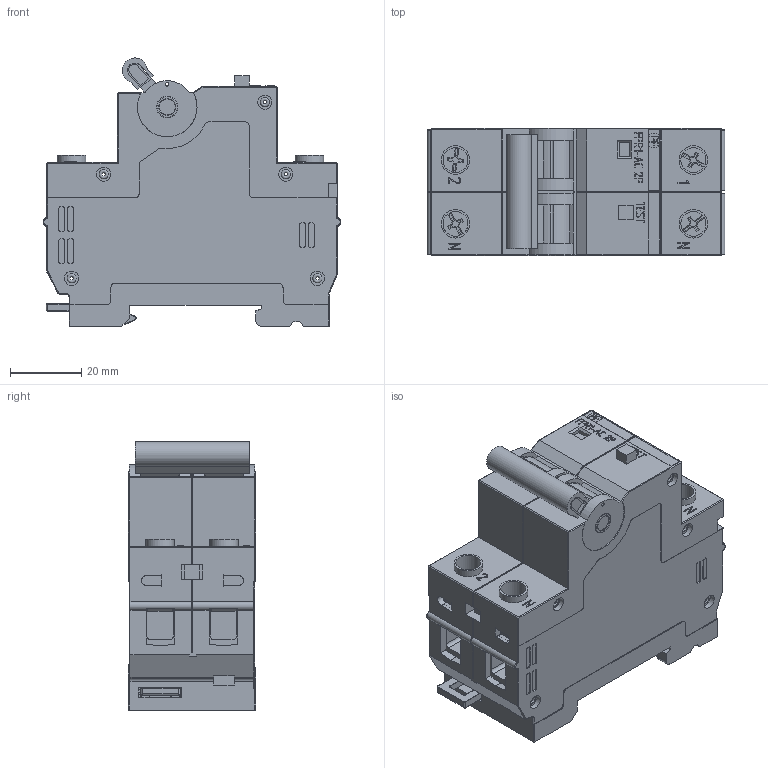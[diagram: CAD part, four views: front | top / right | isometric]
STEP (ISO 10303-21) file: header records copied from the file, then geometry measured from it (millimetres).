
FILE_DESCRIPTION(('STEP AP242'), '1');
FILE_NAME('栖闉罻 FPR1-AC 2P', '', ('UNSPECIFIED'), ('UNSPECIFIED'), 'C3D Converter', 'C3D Toolkit', '');
FILE_SCHEMA(('AP242_MANAGED_MODEL_BASED_3D_ENGINEERING_MIM_LF { 1 0 10303 442 1 1 4 }'));
Length unit declared in the file: millimetre
Assembly tree (29 placements, depth 2):
  (unnamed)
    (unnamed)
    (unnamed)
    (unnamed)
    (unnamed)  x3
    (unnamed)
    (unnamed)  x4
    (unnamed)  x4
    (unnamed)  x9
    (unnamed)
    (unnamed)
    (unnamed)
    (unnamed)
    (unnamed)
Bounding box: 83.6 x 35.8 x 75.27 mm (x, y, z)
Volume: 150830.9 mm3; surface area: 39281.1 mm2
Topology: 31 solids, 31 shells, 1489 faces, 3898 edges, 2516 vertices
Faces by surface type: plane 846, cylinder 294, extrusion 277, torus 38, sphere 16, cone 12, bspline 6
Full cylindrical faces by diameter (mm): 1 x14, 1.075 x10, 2 x9, 3.5 x4, 4 x22, 4.5 x2, 5 x2, 6 x2, 7 x8, 8 x4
Entity records: 42346 total; most frequent: CARTESIAN_POINT 9249, ORIENTED_EDGE 6674, DIRECTION 5596, EDGE_CURVE 3337, VECTOR 2504, LINE 2227, VERTEX_POINT 2203, AXIS2_PLACEMENT_3D 1546
